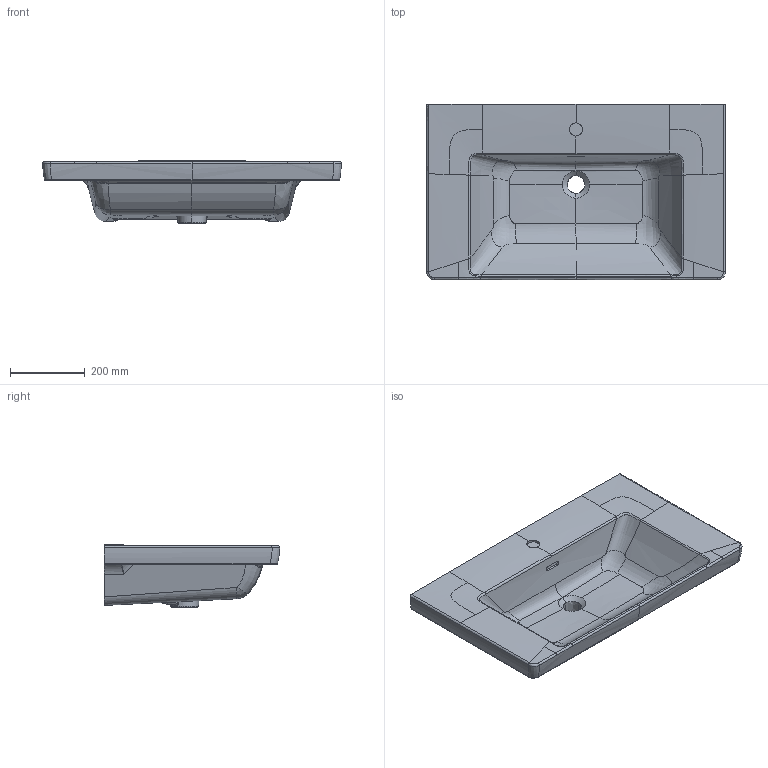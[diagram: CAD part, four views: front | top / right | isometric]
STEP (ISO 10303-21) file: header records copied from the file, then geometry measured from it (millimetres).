
FILE_DESCRIPTION(/* description */ (''),/* implementation_level */ '2;1');
FILE_NAME(/* name */ '4A7080_4A7081_4A7083.stp',/* time_stamp */ '2020-03-26T13:27:26+01:00',/* author */ (''),/* organization */ (''),/* preprocessor_version */ 'ST-DEVELOPER v16.7',/* originating_system */ 'SIEMENS PLM Software NX 1863',/* authorisation */ '');
FILE_SCHEMA (('AUTOMOTIVE_DESIGN { 1 0 10303 214 3 1 1 1 }'));
Products named in the file (1): Sier2A70749Asgmw
Bounding box: 800 x 470.43 x 167.35 mm (x, y, z)
Volume: 22860167.8 mm3; surface area: 1127132.9 mm2
Topology: 1 solids, 1 shells, 249 faces, 716 edges, 464 vertices
Faces by surface type: bspline 163, cylinder 42, plane 36, extrusion 6, sphere 2
Full cylindrical faces by diameter (mm): 35 x1
Entity records: 34028 total; most frequent: CARTESIAN_POINT 29117, ORIENTED_EDGE 1420, EDGE_CURVE 710, VERTEX_POINT 465, DIRECTION 456, B_SPLINE_CURVE_WITH_KNOTS 451, EDGE_LOOP 253, ADVANCED_FACE 249
